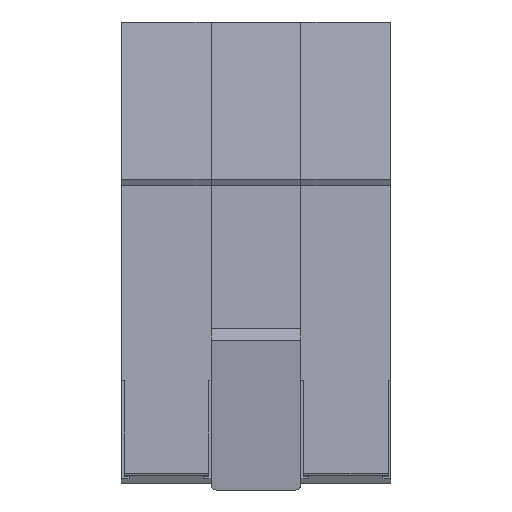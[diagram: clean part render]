
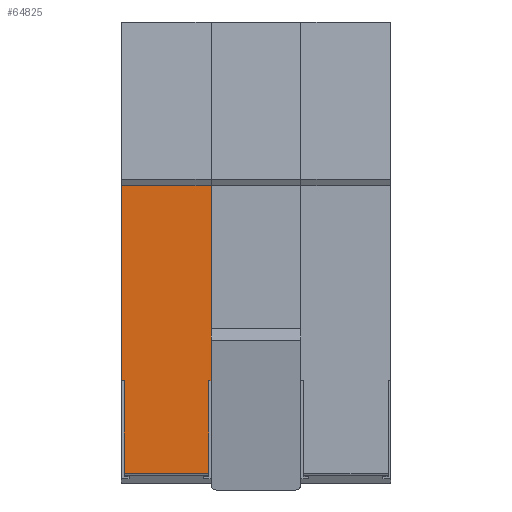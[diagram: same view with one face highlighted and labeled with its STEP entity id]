
A CAD part, front view. The second image highlights one B-rep face of the part: STEP entity #64825.
In plain terms, the highlighted planar face has unit normal (0, -1, 0).
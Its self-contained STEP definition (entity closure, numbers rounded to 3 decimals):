
#2098 = CARTESIAN_POINT ( 'NONE',  ( 8.75, -30.2, -40.736 ) ) ;
#2148 = DIRECTION ( 'NONE',  ( 0., 0., -1. ) ) ;
#2368 = EDGE_LOOP ( 'NONE', ( #7055, #22639, #21523, #23266, #14493, #28449, #27072, #52608, #66606, #42390, #44771, #13829 ) ) ;
#2647 = VERTEX_POINT ( 'NONE', #12238 ) ;
#2756 = VECTOR ( 'NONE', #48245, 1000. ) ;
#3353 = CARTESIAN_POINT ( 'NONE',  ( 17., -30.2, -40.736 ) ) ;
#3379 = CARTESIAN_POINT ( 'NONE',  ( 0., -30.2, -22.64 ) ) ;
#5122 = VERTEX_POINT ( 'NONE', #73461 ) ;
#5412 = EDGE_CURVE ( 'NONE', #42884, #61958, #51316, .T. ) ;
#5626 = EDGE_CURVE ( 'NONE', #21152, #61958, #62824, .T. ) ;
#7055 = ORIENTED_EDGE ( 'NONE', *, *, #9511, .T. ) ;
#8039 = VERTEX_POINT ( 'NONE', #42672 ) ;
#8085 = VERTEX_POINT ( 'NONE', #3379 ) ;
#9511 = EDGE_CURVE ( 'NONE', #51054, #21113, #33554, .T. ) ;
#10712 = EDGE_CURVE ( 'NONE', #21152, #28196, #12798, .T. ) ;
#11261 = CARTESIAN_POINT ( 'NONE',  ( 17.5, -30.2, 0. ) ) ;
#11330 = VECTOR ( 'NONE', #29025, 1000. ) ;
#12067 = VERTEX_POINT ( 'NONE', #21669 ) ;
#12238 = CARTESIAN_POINT ( 'NONE',  ( 0.6, -30.2, 22.64 ) ) ;
#12798 = LINE ( 'NONE', #35614, #25310 ) ;
#13813 = LINE ( 'NONE', #59503, #2756 ) ;
#13829 = ORIENTED_EDGE ( 'NONE', *, *, #68896, .F. ) ;
#14095 = LINE ( 'NONE', #19714, #56644 ) ;
#14493 = ORIENTED_EDGE ( 'NONE', *, *, #5412, .F. ) ;
#16315 = DIRECTION ( 'NONE',  ( 0., 0., 1. ) ) ;
#16402 = CARTESIAN_POINT ( 'NONE',  ( 17., -30.2, 40.736 ) ) ;
#16991 = LINE ( 'NONE', #39856, #69907 ) ;
#19714 = CARTESIAN_POINT ( 'NONE',  ( 0., -30.2, 0. ) ) ;
#20068 = CARTESIAN_POINT ( 'NONE',  ( 0.6, -30.2, -40.736 ) ) ;
#21113 = VERTEX_POINT ( 'NONE', #20068 ) ;
#21152 = VERTEX_POINT ( 'NONE', #73872 ) ;
#21523 = ORIENTED_EDGE ( 'NONE', *, *, #10712, .F. ) ;
#21669 = CARTESIAN_POINT ( 'NONE',  ( 0., -30.2, 22.64 ) ) ;
#22297 = PLANE ( 'NONE',  #57137 ) ;
#22639 = ORIENTED_EDGE ( 'NONE', *, *, #53546, .T. ) ;
#22647 = FACE_OUTER_BOUND ( 'NONE', #2368, .T. ) ;
#22750 = EDGE_CURVE ( 'NONE', #12067, #8085, #14095, .T. ) ;
#23266 = ORIENTED_EDGE ( 'NONE', *, *, #5626, .T. ) ;
#23559 = DIRECTION ( 'NONE',  ( -1., 0., 0. ) ) ;
#23742 = CARTESIAN_POINT ( 'NONE',  ( 17.5, -30.2, 22.64 ) ) ;
#25310 = VECTOR ( 'NONE', #29992, 1000. ) ;
#27072 = ORIENTED_EDGE ( 'NONE', *, *, #27425, .T. ) ;
#27425 = EDGE_CURVE ( 'NONE', #8039, #64042, #16991, .T. ) ;
#28196 = VERTEX_POINT ( 'NONE', #3353 ) ;
#28449 = ORIENTED_EDGE ( 'NONE', *, *, #61696, .F. ) ;
#29025 = DIRECTION ( 'NONE',  ( 1., 0., 0. ) ) ;
#29992 = DIRECTION ( 'NONE',  ( 0., 0., -1. ) ) ;
#33554 = LINE ( 'NONE', #42693, #33706 ) ;
#33706 = VECTOR ( 'NONE', #65488, 1000. ) ;
#33926 = LINE ( 'NONE', #45524, #11330 ) ;
#35614 = CARTESIAN_POINT ( 'NONE',  ( 17., -30.2, -22.64 ) ) ;
#35749 = EDGE_CURVE ( 'NONE', #64042, #5122, #13813, .T. ) ;
#36124 = VECTOR ( 'NONE', #68355, 1000. ) ;
#36503 = VECTOR ( 'NONE', #45248, 1000. ) ;
#38535 = CARTESIAN_POINT ( 'NONE',  ( 16., -30.2, -22.64 ) ) ;
#38868 = DIRECTION ( 'NONE',  ( -1., 0., 0. ) ) ;
#39354 = VECTOR ( 'NONE', #47365, 1000. ) ;
#39513 = CARTESIAN_POINT ( 'NONE',  ( 8.75, -30.2, 0. ) ) ;
#39856 = CARTESIAN_POINT ( 'NONE',  ( 17., -30.2, 22.64 ) ) ;
#40585 = DIRECTION ( 'NONE',  ( 0., 0., 1. ) ) ;
#41149 = LINE ( 'NONE', #69538, #64569 ) ;
#42334 = LINE ( 'NONE', #71485, #45558 ) ;
#42390 = ORIENTED_EDGE ( 'NONE', *, *, #56076, .T. ) ;
#42672 = CARTESIAN_POINT ( 'NONE',  ( 17., -30.2, 22.64 ) ) ;
#42693 = CARTESIAN_POINT ( 'NONE',  ( 0.6, -30.2, -22.64 ) ) ;
#42884 = VERTEX_POINT ( 'NONE', #23742 ) ;
#44771 = ORIENTED_EDGE ( 'NONE', *, *, #22750, .T. ) ;
#45248 = DIRECTION ( 'NONE',  ( 1., 0., 0. ) ) ;
#45524 = CARTESIAN_POINT ( 'NONE',  ( 16., -30.2, 22.64 ) ) ;
#45553 = CARTESIAN_POINT ( 'NONE',  ( 0.6, -30.2, 22.64 ) ) ;
#45558 = VECTOR ( 'NONE', #38868, 1000. ) ;
#47365 = DIRECTION ( 'NONE',  ( 1., 0., 0. ) ) ;
#48245 = DIRECTION ( 'NONE',  ( -1., 0., 0. ) ) ;
#51054 = VERTEX_POINT ( 'NONE', #59001 ) ;
#51105 = DIRECTION ( 'NONE',  ( 0., 1., 0. ) ) ;
#51316 = LINE ( 'NONE', #11261, #67532 ) ;
#52608 = ORIENTED_EDGE ( 'NONE', *, *, #35749, .T. ) ;
#53363 = LINE ( 'NONE', #2098, #39354 ) ;
#53546 = EDGE_CURVE ( 'NONE', #21113, #28196, #53363, .T. ) ;
#56076 = EDGE_CURVE ( 'NONE', #2647, #12067, #42334, .T. ) ;
#56217 = DIRECTION ( 'NONE',  ( 0., 0., -1. ) ) ;
#56644 = VECTOR ( 'NONE', #2148, 1000. ) ;
#57137 = AXIS2_PLACEMENT_3D ( 'NONE', #39513, #51105, #16315 ) ;
#57913 = LINE ( 'NONE', #45553, #36124 ) ;
#59001 = CARTESIAN_POINT ( 'NONE',  ( 0.6, -30.2, -22.64 ) ) ;
#59503 = CARTESIAN_POINT ( 'NONE',  ( 8.75, -30.2, 40.736 ) ) ;
#61696 = EDGE_CURVE ( 'NONE', #8039, #42884, #33926, .T. ) ;
#61958 = VERTEX_POINT ( 'NONE', #71876 ) ;
#62824 = LINE ( 'NONE', #38535, #36503 ) ;
#64042 = VERTEX_POINT ( 'NONE', #16402 ) ;
#64569 = VECTOR ( 'NONE', #23559, 1000. ) ;
#64825 = ADVANCED_FACE ( 'NONE', ( #22647 ), #22297, .F. ) ;
#65488 = DIRECTION ( 'NONE',  ( 0., 0., -1. ) ) ;
#66606 = ORIENTED_EDGE ( 'NONE', *, *, #73181, .F. ) ;
#67532 = VECTOR ( 'NONE', #56217, 1000. ) ;
#68355 = DIRECTION ( 'NONE',  ( 0., 0., 1. ) ) ;
#68896 = EDGE_CURVE ( 'NONE', #51054, #8085, #41149, .T. ) ;
#69538 = CARTESIAN_POINT ( 'NONE',  ( 1.5, -30.2, -22.64 ) ) ;
#69907 = VECTOR ( 'NONE', #40585, 1000. ) ;
#71485 = CARTESIAN_POINT ( 'NONE',  ( 1.5, -30.2, 22.64 ) ) ;
#71876 = CARTESIAN_POINT ( 'NONE',  ( 17.5, -30.2, -22.64 ) ) ;
#73181 = EDGE_CURVE ( 'NONE', #2647, #5122, #57913, .T. ) ;
#73461 = CARTESIAN_POINT ( 'NONE',  ( 0.6, -30.2, 40.736 ) ) ;
#73872 = CARTESIAN_POINT ( 'NONE',  ( 17., -30.2, -22.64 ) ) ;
